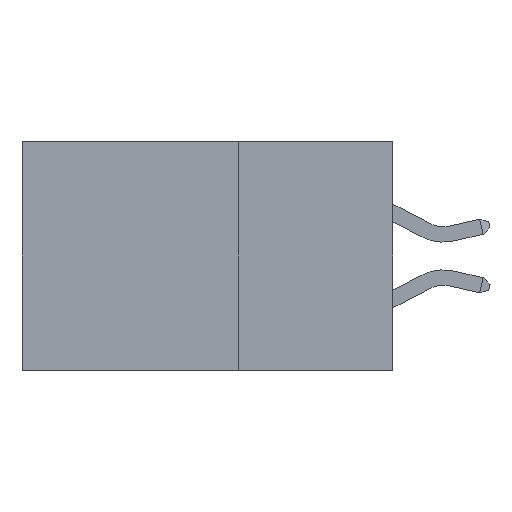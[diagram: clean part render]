
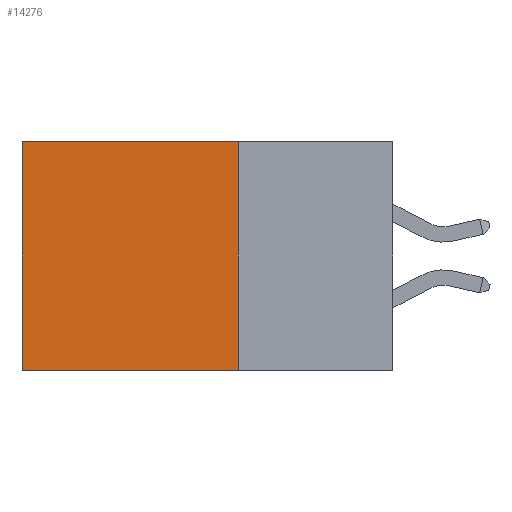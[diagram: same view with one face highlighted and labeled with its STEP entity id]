
A CAD part, left-side view. The second image highlights one B-rep face of the part: STEP entity #14276.
In plain terms, the highlighted planar face has unit normal (-1, 0, 0).
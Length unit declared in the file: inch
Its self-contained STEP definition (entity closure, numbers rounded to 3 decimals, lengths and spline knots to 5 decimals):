
#667 = EDGE_CURVE ( 'NONE', #26155, #26328, #18708, .T. ) ;
#891 = CARTESIAN_POINT ( 'NONE',  ( 0.2875, 0.25, 0. ) ) ;
#1180 = EDGE_CURVE ( 'NONE', #26328, #4592, #19643, .T. ) ;
#2108 = CARTESIAN_POINT ( 'NONE',  ( 0.2875, 0.6, -0.37 ) ) ;
#2122 = ORIENTED_EDGE ( 'NONE', *, *, #667, .F. ) ;
#2601 = VERTEX_POINT ( 'NONE', #13315 ) ;
#3115 = DIRECTION ( 'NONE',  ( 1., 0., 0. ) ) ;
#3495 = VECTOR ( 'NONE', #17476, 39.37008 ) ;
#3879 = CARTESIAN_POINT ( 'NONE',  ( 0.2875, 0.25, 0. ) ) ;
#4592 = VERTEX_POINT ( 'NONE', #2108 ) ;
#5963 = FACE_OUTER_BOUND ( 'NONE', #19192, .T. ) ;
#6596 = ORIENTED_EDGE ( 'NONE', *, *, #7322, .T. ) ;
#7040 = VECTOR ( 'NONE', #16969, 39.37008 ) ;
#7322 = EDGE_CURVE ( 'NONE', #2601, #4592, #19937, .T. ) ;
#8196 = ORIENTED_EDGE ( 'NONE', *, *, #1180, .F. ) ;
#11334 = DIRECTION ( 'NONE',  ( 0., 1., 0. ) ) ;
#11792 = VECTOR ( 'NONE', #18820, 39.37008 ) ;
#12183 = CARTESIAN_POINT ( 'NONE',  ( 0.2875, 0.25, 0. ) ) ;
#13315 = CARTESIAN_POINT ( 'NONE',  ( 0.2875, 0.6, 0. ) ) ;
#14276 = ADVANCED_FACE ( 'NONE', ( #5963 ), #16057, .F. ) ;
#15402 = CARTESIAN_POINT ( 'NONE',  ( 0.2875, 0.25, -0.37 ) ) ;
#16057 = PLANE ( 'NONE',  #19336 ) ;
#16969 = DIRECTION ( 'NONE',  ( 0., 0., -1. ) ) ;
#17443 = EDGE_CURVE ( 'NONE', #26155, #2601, #19038, .T. ) ;
#17476 = DIRECTION ( 'NONE',  ( 0., 0., -1. ) ) ;
#18708 = LINE ( 'NONE', #23376, #3495 ) ;
#18820 = DIRECTION ( 'NONE',  ( 0., 1., 0. ) ) ;
#19038 = LINE ( 'NONE', #12183, #11792 ) ;
#19192 = EDGE_LOOP ( 'NONE', ( #6596, #8196, #2122, #26078 ) ) ;
#19336 = AXIS2_PLACEMENT_3D ( 'NONE', #891, #3115, #20019 ) ;
#19643 = LINE ( 'NONE', #15402, #25274 ) ;
#19937 = LINE ( 'NONE', #21282, #7040 ) ;
#20019 = DIRECTION ( 'NONE',  ( 0., 0., -1. ) ) ;
#21282 = CARTESIAN_POINT ( 'NONE',  ( 0.2875, 0.6, 0. ) ) ;
#21761 = CARTESIAN_POINT ( 'NONE',  ( 0.2875, 0.25, -0.37 ) ) ;
#23376 = CARTESIAN_POINT ( 'NONE',  ( 0.2875, 0.25, 0. ) ) ;
#25274 = VECTOR ( 'NONE', #11334, 39.37008 ) ;
#26078 = ORIENTED_EDGE ( 'NONE', *, *, #17443, .T. ) ;
#26155 = VERTEX_POINT ( 'NONE', #3879 ) ;
#26328 = VERTEX_POINT ( 'NONE', #21761 ) ;
